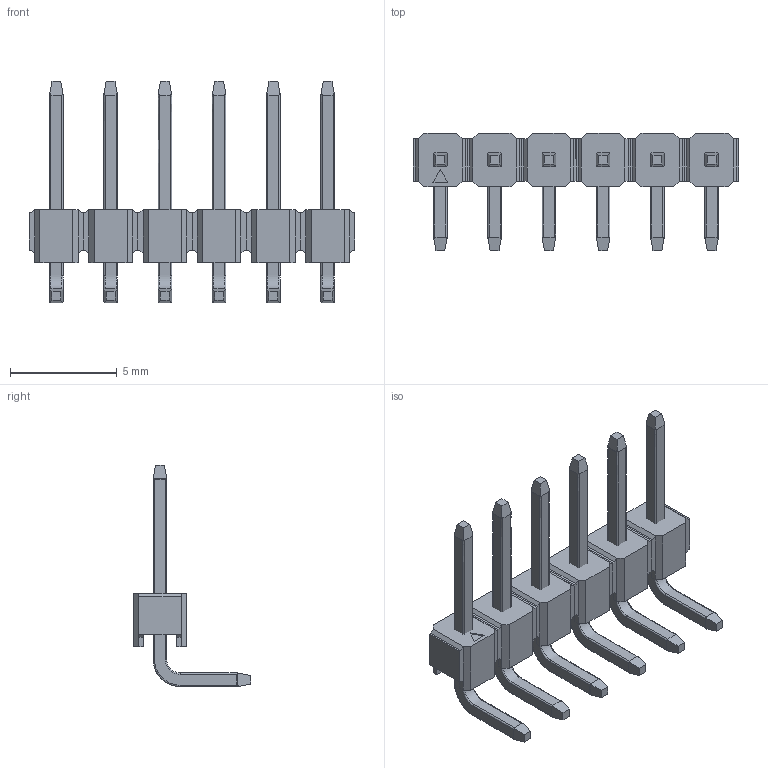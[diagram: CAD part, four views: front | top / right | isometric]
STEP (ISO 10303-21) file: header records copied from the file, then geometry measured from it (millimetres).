
FILE_DESCRIPTION (( 'STEP AP214' ), '1' );
FILE_NAME ('DS1022_yellow_1x06p_100mil_TypeD_rev1.0.STEP', '2023-09-11T00:04:26', ( '' ), ( '' ), 'SwSTEP 2.0', 'SolidWorks 2023', '' );
FILE_SCHEMA (( 'AUTOMOTIVE_DESIGN' ));
Length unit declared in the file: millimetre
Products named in the file (1): DS1022_yellow_1x06p_100mil_TypeD_rev1.0
Bounding box: 15.24 x 5.5 x 10.36 mm (x, y, z)
Volume: 106.9 mm3; surface area: 415.7 mm2
Topology: 12 solids, 12 shells, 390 faces, 1047 edges, 684 vertices
Faces by surface type: plane 274, bspline 90, cylinder 24, cone 2
Entity records: 19003 total; most frequent: CARTESIAN_POINT 8030, ORIENTED_EDGE 2094, DIRECTION 1383, EDGE_CURVE 1047, VERTEX_POINT 684, VECTOR 677, LINE 677, EDGE_LOOP 393
